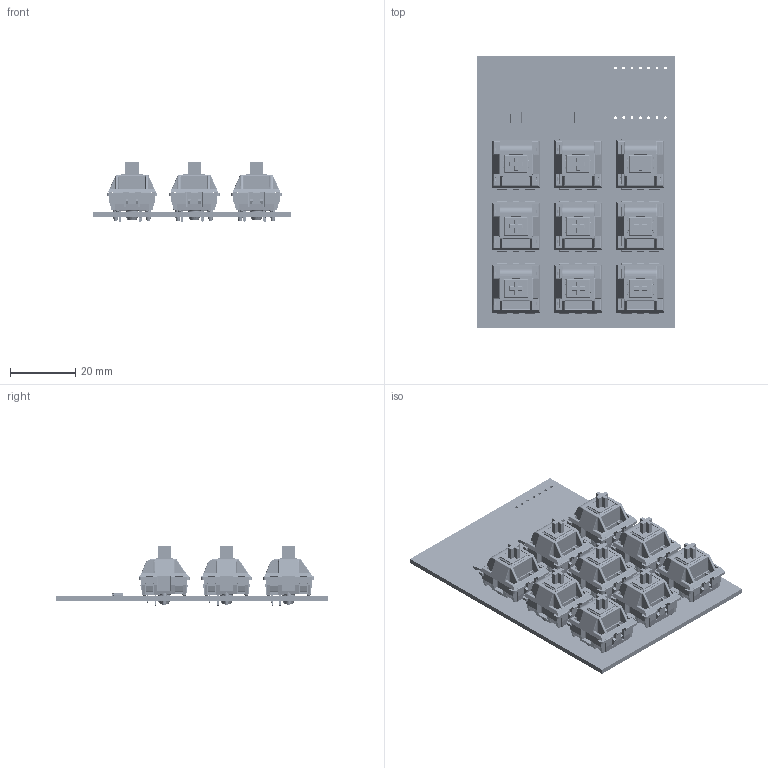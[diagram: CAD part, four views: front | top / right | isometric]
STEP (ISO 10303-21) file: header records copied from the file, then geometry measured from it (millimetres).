
FILE_DESCRIPTION(('KiCad electronic assembly'),'2;1');
FILE_NAME('Untitled.step','2025-12-14T14:07:35',('Pcbnew'),('Kicad'), 'Open CASCADE STEP processor 7.8','KiCad to STEP converter','Unknown' );
FILE_SCHEMA(('AUTOMOTIVE_DESIGN { 1 0 10303 214 1 1 1 1 }'));
Length unit declared in the file: millimetre
Products named in the file (5): Untitled 1; SW_Cherry_MX_PCB; SMD3535 RGB; Untitled_PCB; Untitled 2
Assembly tree (12 placements, depth 2):
  Untitled 1
    SW_Cherry_MX_PCB  x9
    SMD3535 RGB  x2
    Untitled_PCB
  Untitled 2
Bounding box: 60.61 x 83.12 x 18.6 mm (x, y, z)
Volume: 16421.9 mm3; surface area: 40086.9 mm2
Topology: 130 solids, 130 shells, 9721 faces, 25074 edges, 15683 vertices
Faces by surface type: plane 5684, cylinder 2747, torus 538, sphere 354, bspline 302, cone 96
Full cylindrical faces by diameter (mm): 0.025 x50, 0.889 x14, 1.5 x18, 1.7 x2, 4 x9
Entity records: 63002 total; most frequent: CARTESIAN_POINT 18193, DIRECTION 7922, ORIENTED_EDGE 7834, EDGE_CURVE 3917, AXIS2_PLACEMENT_3D 2710, LINE 2502, VECTOR 2502, VERTEX_POINT 2418
